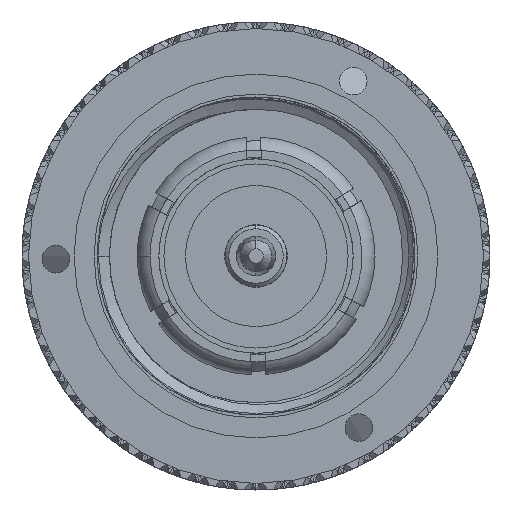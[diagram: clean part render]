
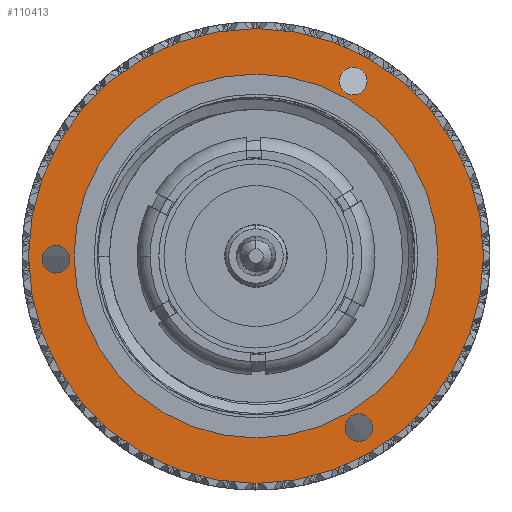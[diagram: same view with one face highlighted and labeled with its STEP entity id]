
A CAD part, left-side view. The second image highlights one B-rep face of the part: STEP entity #110413.
In plain terms, the highlighted face is planar.
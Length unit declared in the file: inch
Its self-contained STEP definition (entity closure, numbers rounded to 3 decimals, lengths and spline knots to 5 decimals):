
#593 = VERTEX_POINT ( 'NONE', #15832 ) ;
#1352 = VERTEX_POINT ( 'NONE', #32537 ) ;
#2130 = CARTESIAN_POINT ( 'NONE',  ( -0.24031, -0.13359, -0.51 ) ) ;
#4357 = VERTEX_POINT ( 'NONE', #199933 ) ;
#7087 = AXIS2_PLACEMENT_3D ( 'NONE', #66755, #101204, #194241 ) ;
#8565 = DIRECTION ( 'NONE',  ( 0., 0., 1. ) ) ;
#9959 = DIRECTION ( 'NONE',  ( -1., 0., 0. ) ) ;
#12640 = CARTESIAN_POINT ( 'NONE',  ( 0., 0., -0.51 ) ) ;
#13656 = CIRCLE ( 'NONE', #114189, 0.019 ) ;
#15832 = CARTESIAN_POINT ( 'NONE',  ( -0.3125, 0., -0.51 ) ) ;
#16551 = VERTEX_POINT ( 'NONE', #196213 ) ;
#19571 = AXIS2_PLACEMENT_3D ( 'NONE', #40742, #41748, #183944 ) ;
#21523 = ORIENTED_EDGE ( 'NONE', *, *, #113481, .T. ) ;
#21854 = CARTESIAN_POINT ( 'NONE',  ( 0., 0., -0.51 ) ) ;
#22238 = ORIENTED_EDGE ( 'NONE', *, *, #186646, .F. ) ;
#23597 = EDGE_CURVE ( 'NONE', #16551, #125495, #132223, .T. ) ;
#26568 = AXIS2_PLACEMENT_3D ( 'NONE', #141513, #112202, #48409 ) ;
#29216 = ORIENTED_EDGE ( 'NONE', *, *, #112068, .F. ) ;
#30491 = CARTESIAN_POINT ( 'NONE',  ( 0.02346, 0.27491, -0.51 ) ) ;
#30510 = EDGE_LOOP ( 'NONE', ( #22238, #29216 ) ) ;
#30603 = EDGE_LOOP ( 'NONE', ( #48537, #130651 ) ) ;
#32537 = CARTESIAN_POINT ( 'NONE',  ( -0.01454, 0.27491, -0.51 ) ) ;
#32700 = VERTEX_POINT ( 'NONE', #78135 ) ;
#33466 = DIRECTION ( 'NONE',  ( 0., 0., 1. ) ) ;
#40125 = EDGE_LOOP ( 'NONE', ( #90673, #103931 ) ) ;
#40742 = CARTESIAN_POINT ( 'NONE',  ( 0.00446, 0.27491, -0.51 ) ) ;
#41748 = DIRECTION ( 'NONE',  ( 0., 0., 1. ) ) ;
#46429 = CIRCLE ( 'NONE', #153263, 0.3125 ) ;
#48328 = ORIENTED_EDGE ( 'NONE', *, *, #135626, .F. ) ;
#48409 = DIRECTION ( 'NONE',  ( -1., 0., 0. ) ) ;
#48537 = ORIENTED_EDGE ( 'NONE', *, *, #69193, .T. ) ;
#55690 = PLANE ( 'NONE',  #162563 ) ;
#56707 = VERTEX_POINT ( 'NONE', #30491 ) ;
#58713 = AXIS2_PLACEMENT_3D ( 'NONE', #120250, #84852, #134964 ) ;
#60181 = VERTEX_POINT ( 'NONE', #184770 ) ;
#63981 = EDGE_LOOP ( 'NONE', ( #95551, #48328 ) ) ;
#66755 = CARTESIAN_POINT ( 'NONE',  ( 0., 0., -0.51 ) ) ;
#69193 = EDGE_CURVE ( 'NONE', #1352, #56707, #146343, .T. ) ;
#69286 = CARTESIAN_POINT ( 'NONE',  ( 0.21685, -0.14132, -0.51 ) ) ;
#69350 = FACE_BOUND ( 'NONE', #40125, .T. ) ;
#70984 = CARTESIAN_POINT ( 'NONE',  ( -0.24031, -0.13359, -0.51 ) ) ;
#71421 = FACE_BOUND ( 'NONE', #30603, .T. ) ;
#75441 = AXIS2_PLACEMENT_3D ( 'NONE', #21854, #197409, #92797 ) ;
#78135 = CARTESIAN_POINT ( 'NONE',  ( 0.25485, -0.14132, -0.51 ) ) ;
#84852 = DIRECTION ( 'NONE',  ( 0., 0., 1. ) ) ;
#89075 = VERTEX_POINT ( 'NONE', #69286 ) ;
#90673 = ORIENTED_EDGE ( 'NONE', *, *, #23597, .T. ) ;
#92184 = AXIS2_PLACEMENT_3D ( 'NONE', #169817, #154120, #9959 ) ;
#92797 = DIRECTION ( 'NONE',  ( -1., 0., 0. ) ) ;
#93918 = CIRCLE ( 'NONE', #7087, 0.25 ) ;
#95551 = ORIENTED_EDGE ( 'NONE', *, *, #174326, .F. ) ;
#96570 = CIRCLE ( 'NONE', #26568, 0.019 ) ;
#98739 = CIRCLE ( 'NONE', #75441, 0.3125 ) ;
#101204 = DIRECTION ( 'NONE',  ( 0., 0., -1. ) ) ;
#103702 = ORIENTED_EDGE ( 'NONE', *, *, #111587, .T. ) ;
#103931 = ORIENTED_EDGE ( 'NONE', *, *, #128638, .T. ) ;
#105831 = FACE_BOUND ( 'NONE', #63981, .T. ) ;
#110413 = ADVANCED_FACE ( 'NONE', ( #71421, #69350, #120461, #105831, #135178 ), #55690, .F. ) ;
#111587 = EDGE_CURVE ( 'NONE', #32700, #89075, #198841, .T. ) ;
#112068 = EDGE_CURVE ( 'NONE', #4357, #593, #98739, .T. ) ;
#112202 = DIRECTION ( 'NONE',  ( 0., 0., 1. ) ) ;
#113481 = EDGE_CURVE ( 'NONE', #89075, #32700, #128891, .T. ) ;
#114189 = AXIS2_PLACEMENT_3D ( 'NONE', #70984, #150364, #161968 ) ;
#119447 = CARTESIAN_POINT ( 'NONE',  ( -0.21445, 0.12849, -0.51 ) ) ;
#120250 = CARTESIAN_POINT ( 'NONE',  ( 0.23585, -0.14132, -0.51 ) ) ;
#120461 = FACE_BOUND ( 'NONE', #158362, .T. ) ;
#125495 = VERTEX_POINT ( 'NONE', #177225 ) ;
#128638 = EDGE_CURVE ( 'NONE', #125495, #16551, #13656, .T. ) ;
#128891 = CIRCLE ( 'NONE', #92184, 0.019 ) ;
#130651 = ORIENTED_EDGE ( 'NONE', *, *, #169143, .T. ) ;
#132223 = CIRCLE ( 'NONE', #202144, 0.019 ) ;
#134964 = DIRECTION ( 'NONE',  ( -1., 0., 0. ) ) ;
#135178 = FACE_OUTER_BOUND ( 'NONE', #30510, .T. ) ;
#135626 = EDGE_CURVE ( 'NONE', #60181, #150892, #93918, .T. ) ;
#136060 = DIRECTION ( 'NONE',  ( -1., 0., 0. ) ) ;
#136838 = AXIS2_PLACEMENT_3D ( 'NONE', #12640, #171450, #170440 ) ;
#141513 = CARTESIAN_POINT ( 'NONE',  ( 0.00446, 0.27491, -0.51 ) ) ;
#141822 = CARTESIAN_POINT ( 'NONE',  ( -0.25, 0., -0.51 ) ) ;
#146314 = DIRECTION ( 'NONE',  ( -1., 0., 0. ) ) ;
#146343 = CIRCLE ( 'NONE', #19571, 0.019 ) ;
#150364 = DIRECTION ( 'NONE',  ( 0., 0., 1. ) ) ;
#150802 = DIRECTION ( 'NONE',  ( 1., 0., 0. ) ) ;
#150892 = VERTEX_POINT ( 'NONE', #141822 ) ;
#151686 = CARTESIAN_POINT ( 'NONE',  ( 0., 0., -0.51 ) ) ;
#153263 = AXIS2_PLACEMENT_3D ( 'NONE', #151686, #8565, #136060 ) ;
#154120 = DIRECTION ( 'NONE',  ( 0., 0., 1. ) ) ;
#156812 = CIRCLE ( 'NONE', #136838, 0.25 ) ;
#158362 = EDGE_LOOP ( 'NONE', ( #21523, #103702 ) ) ;
#161968 = DIRECTION ( 'NONE',  ( -1., 0., 0. ) ) ;
#162563 = AXIS2_PLACEMENT_3D ( 'NONE', #119447, #169564, #150802 ) ;
#169143 = EDGE_CURVE ( 'NONE', #56707, #1352, #96570, .T. ) ;
#169564 = DIRECTION ( 'NONE',  ( 0., 0., 1. ) ) ;
#169817 = CARTESIAN_POINT ( 'NONE',  ( 0.23585, -0.14132, -0.51 ) ) ;
#170440 = DIRECTION ( 'NONE',  ( -1., 0., 0. ) ) ;
#171450 = DIRECTION ( 'NONE',  ( 0., 0., -1. ) ) ;
#174326 = EDGE_CURVE ( 'NONE', #150892, #60181, #156812, .T. ) ;
#177225 = CARTESIAN_POINT ( 'NONE',  ( -0.22131, -0.13359, -0.51 ) ) ;
#183944 = DIRECTION ( 'NONE',  ( -1., 0., 0. ) ) ;
#184770 = CARTESIAN_POINT ( 'NONE',  ( 0.25, 0., -0.51 ) ) ;
#186646 = EDGE_CURVE ( 'NONE', #593, #4357, #46429, .T. ) ;
#194241 = DIRECTION ( 'NONE',  ( -1., 0., 0. ) ) ;
#196213 = CARTESIAN_POINT ( 'NONE',  ( -0.25931, -0.13359, -0.51 ) ) ;
#197409 = DIRECTION ( 'NONE',  ( 0., 0., 1. ) ) ;
#198841 = CIRCLE ( 'NONE', #58713, 0.019 ) ;
#199933 = CARTESIAN_POINT ( 'NONE',  ( 0.3125, 0., -0.51 ) ) ;
#202144 = AXIS2_PLACEMENT_3D ( 'NONE', #2130, #33466, #146314 ) ;
